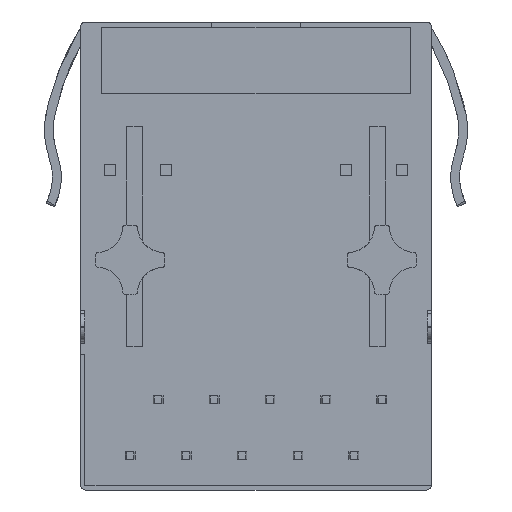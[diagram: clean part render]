
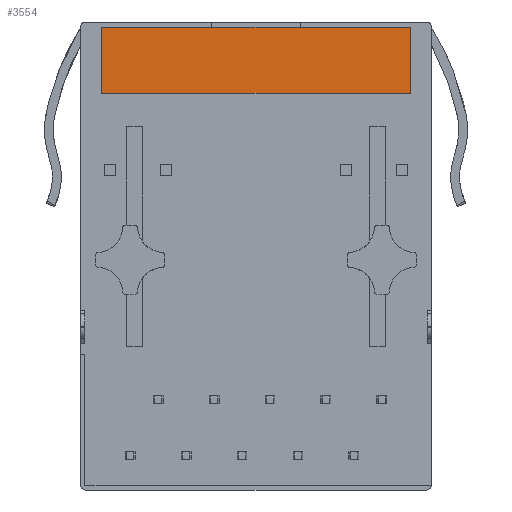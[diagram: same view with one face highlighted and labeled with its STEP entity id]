
A CAD part, front view. The second image highlights one B-rep face of the part: STEP entity #3554.
In plain terms, the highlighted planar face has unit normal (0, -1, 0).
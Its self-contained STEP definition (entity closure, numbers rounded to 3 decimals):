
#1428 = ORIENTED_EDGE ( 'NONE', *, *, #10872, .T. ) ;
#3554 = ADVANCED_FACE ( 'NONE', ( #10943 ), #22286, .T. ) ;
#3932 = VECTOR ( 'NONE', #22208, 1000. ) ;
#4004 = EDGE_CURVE ( 'NONE', #14965, #9618, #11769, .T. ) ;
#4251 = DIRECTION ( 'NONE',  ( -1., 0., 0. ) ) ;
#5031 = CARTESIAN_POINT ( 'NONE',  ( 0., 4., 0. ) ) ;
#5162 = ORIENTED_EDGE ( 'NONE', *, *, #18241, .T. ) ;
#5726 = VERTEX_POINT ( 'NONE', #13575 ) ;
#6159 = ORIENTED_EDGE ( 'NONE', *, *, #19365, .T. ) ;
#6930 = VECTOR ( 'NONE', #4251, 1000. ) ;
#7271 = VECTOR ( 'NONE', #13937, 1000. ) ;
#8113 = DIRECTION ( 'NONE',  ( 0., 0., -1. ) ) ;
#9061 = AXIS2_PLACEMENT_3D ( 'NONE', #5031, #12715, #10823 ) ;
#9618 = VERTEX_POINT ( 'NONE', #11274 ) ;
#9717 = VERTEX_POINT ( 'NONE', #22169 ) ;
#10823 = DIRECTION ( 'NONE',  ( 0., 0., -1. ) ) ;
#10872 = EDGE_CURVE ( 'NONE', #5726, #9717, #10873, .T. ) ;
#10873 = LINE ( 'NONE', #14774, #3932 ) ;
#10943 = FACE_OUTER_BOUND ( 'NONE', #19921, .T. ) ;
#11274 = CARTESIAN_POINT ( 'NONE',  ( 2.615, 4., -3.23 ) ) ;
#11472 = VECTOR ( 'NONE', #8113, 1000. ) ;
#11769 = LINE ( 'NONE', #17811, #11472 ) ;
#12715 = DIRECTION ( 'NONE',  ( 0., -1., 0. ) ) ;
#13575 = CARTESIAN_POINT ( 'NONE',  ( 16.615, 4., -3.23 ) ) ;
#13937 = DIRECTION ( 'NONE',  ( 1., 0., 0. ) ) ;
#14774 = CARTESIAN_POINT ( 'NONE',  ( 16.615, 4., -3.23 ) ) ;
#14965 = VERTEX_POINT ( 'NONE', #24634 ) ;
#15590 = LINE ( 'NONE', #23294, #6930 ) ;
#17811 = CARTESIAN_POINT ( 'NONE',  ( 2.615, 4., -3.23 ) ) ;
#18241 = EDGE_CURVE ( 'NONE', #9717, #14965, #15590, .T. ) ;
#19340 = LINE ( 'NONE', #23640, #7271 ) ;
#19365 = EDGE_CURVE ( 'NONE', #9618, #5726, #19340, .T. ) ;
#19921 = EDGE_LOOP ( 'NONE', ( #22079, #6159, #1428, #5162 ) ) ;
#22079 = ORIENTED_EDGE ( 'NONE', *, *, #4004, .T. ) ;
#22169 = CARTESIAN_POINT ( 'NONE',  ( 16.615, 4., -0.23 ) ) ;
#22208 = DIRECTION ( 'NONE',  ( 0., 0., 1. ) ) ;
#22286 = PLANE ( 'NONE',  #9061 ) ;
#23294 = CARTESIAN_POINT ( 'NONE',  ( 16.615, 4., -0.23 ) ) ;
#23640 = CARTESIAN_POINT ( 'NONE',  ( 16.615, 4., -3.23 ) ) ;
#24634 = CARTESIAN_POINT ( 'NONE',  ( 2.615, 4., -0.23 ) ) ;
